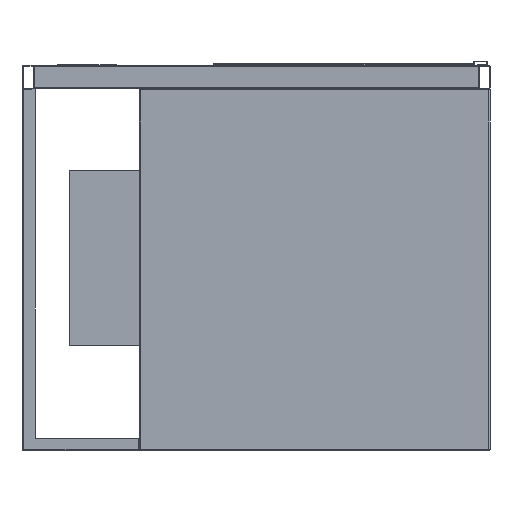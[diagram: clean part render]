
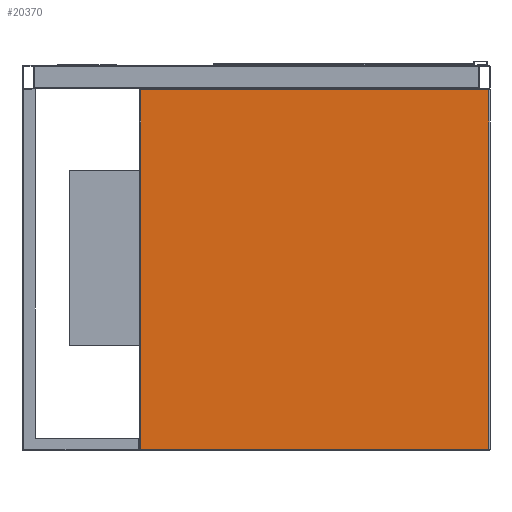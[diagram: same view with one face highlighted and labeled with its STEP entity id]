
A CAD part, front view. The second image highlights one B-rep face of the part: STEP entity #20370.
In plain terms, the highlighted planar face has unit normal (0, -1, 0).
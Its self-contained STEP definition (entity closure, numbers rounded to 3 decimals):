
#835 = VERTEX_POINT ( 'NONE', #26557 ) ;
#977 = DIRECTION ( 'NONE',  ( 0., 0., 1. ) ) ;
#2477 = VERTEX_POINT ( 'NONE', #16117 ) ;
#2858 = VECTOR ( 'NONE', #29100, 1000. ) ;
#3073 = VERTEX_POINT ( 'NONE', #16711 ) ;
#6287 = DIRECTION ( 'NONE',  ( 1., 0., 0. ) ) ;
#6339 = ORIENTED_EDGE ( 'NONE', *, *, #18512, .T. ) ;
#6380 = CARTESIAN_POINT ( 'NONE',  ( -300., -355., -42. ) ) ;
#8015 = FACE_OUTER_BOUND ( 'NONE', #20217, .T. ) ;
#8017 = EDGE_CURVE ( 'NONE', #835, #3073, #11003, .T. ) ;
#8658 = DIRECTION ( 'NONE',  ( 0., -1., 0. ) ) ;
#8734 = DIRECTION ( 'NONE',  ( 0., 0., -1. ) ) ;
#8895 = LINE ( 'NONE', #30952, #31892 ) ;
#11003 = LINE ( 'NONE', #13439, #24540 ) ;
#13439 = CARTESIAN_POINT ( 'NONE',  ( -300., -355., -658. ) ) ;
#16117 = CARTESIAN_POINT ( 'NONE',  ( -298., -355., -42. ) ) ;
#16711 = CARTESIAN_POINT ( 'NONE',  ( 298., -355., -658. ) ) ;
#18512 = EDGE_CURVE ( 'NONE', #2477, #835, #8895, .T. ) ;
#18527 = LINE ( 'NONE', #23239, #20175 ) ;
#20175 = VECTOR ( 'NONE', #977, 1000. ) ;
#20217 = EDGE_LOOP ( 'NONE', ( #22577, #6339, #24997, #26220 ) ) ;
#20370 = ADVANCED_FACE ( 'Fl�che8', ( #8015 ), #20510, .T. ) ;
#20510 = PLANE ( 'NONE',  #30968 ) ;
#22577 = ORIENTED_EDGE ( 'NONE', *, *, #29577, .T. ) ;
#23239 = CARTESIAN_POINT ( 'NONE',  ( 298., -355., -660. ) ) ;
#24540 = VECTOR ( 'NONE', #6287, 1000. ) ;
#24997 = ORIENTED_EDGE ( 'NONE', *, *, #8017, .T. ) ;
#25392 = CARTESIAN_POINT ( 'NONE',  ( -300., -355., -660. ) ) ;
#26220 = ORIENTED_EDGE ( 'NONE', *, *, #32115, .T. ) ;
#26557 = CARTESIAN_POINT ( 'NONE',  ( -298., -355., -658. ) ) ;
#26781 = VERTEX_POINT ( 'NONE', #31712 ) ;
#29100 = DIRECTION ( 'NONE',  ( -1., 0., 0. ) ) ;
#29577 = EDGE_CURVE ( 'NONE', #26781, #2477, #31524, .T. ) ;
#30712 = DIRECTION ( 'NONE',  ( 0., 0., -1. ) ) ;
#30952 = CARTESIAN_POINT ( 'NONE',  ( -298., -355., -660. ) ) ;
#30968 = AXIS2_PLACEMENT_3D ( 'NONE', #25392, #8658, #30712 ) ;
#31524 = LINE ( 'NONE', #6380, #2858 ) ;
#31712 = CARTESIAN_POINT ( 'NONE',  ( 298., -355., -42. ) ) ;
#31892 = VECTOR ( 'NONE', #8734, 1000. ) ;
#32115 = EDGE_CURVE ( 'NONE', #3073, #26781, #18527, .T. ) ;
